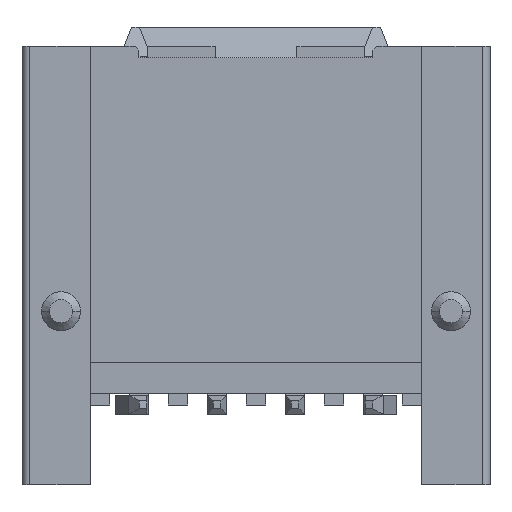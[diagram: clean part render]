
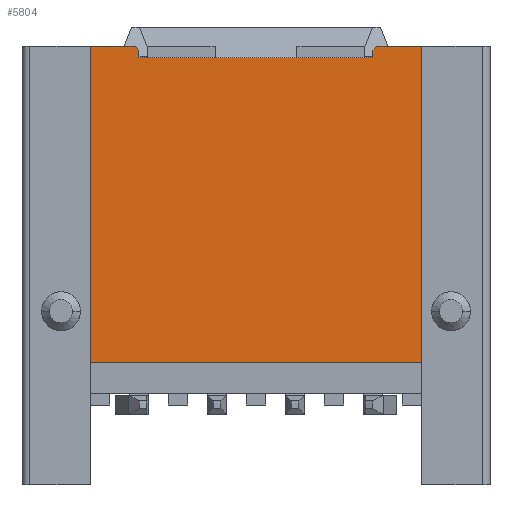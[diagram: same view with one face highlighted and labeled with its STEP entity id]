
A CAD part, top view. The second image highlights one B-rep face of the part: STEP entity #5804.
In plain terms, the highlighted planar face has unit normal (0, 0, 1).
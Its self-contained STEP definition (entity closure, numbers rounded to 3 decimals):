
#745=DIRECTION('',(-1.,0.,0.));
#746=VECTOR('',#745,1.15);
#747=CARTESIAN_POINT('',(-3.1,11.25,-0.1));
#748=LINE('',#747,#746);
#784=DIRECTION('',(-1.,0.,0.));
#785=VECTOR('',#784,1.15);
#786=CARTESIAN_POINT('',(4.25,11.25,-0.1));
#787=LINE('',#786,#785);
#1325=DIRECTION('',(-0.707,0.707,0.));
#1326=VECTOR('',#1325,0.141);
#1327=CARTESIAN_POINT('',(-3.,11.15,-0.1));
#1328=LINE('',#1327,#1326);
#1329=DIRECTION('',(0.,-1.,0.));
#1330=VECTOR('',#1329,0.2);
#1331=CARTESIAN_POINT('',(-3.,11.15,-0.1));
#1332=LINE('',#1331,#1330);
#1333=DIRECTION('',(1.,0.,0.));
#1334=VECTOR('',#1333,6.);
#1335=CARTESIAN_POINT('',(-3.,10.95,-0.1));
#1336=LINE('',#1335,#1334);
#1337=DIRECTION('',(0.,-1.,0.));
#1338=VECTOR('',#1337,0.2);
#1339=CARTESIAN_POINT('',(3.,11.15,-0.1));
#1340=LINE('',#1339,#1338);
#1341=DIRECTION('',(-0.707,-0.707,0.));
#1342=VECTOR('',#1341,0.141);
#1343=CARTESIAN_POINT('',(3.1,11.25,-0.1));
#1344=LINE('',#1343,#1342);
#1345=DIRECTION('',(-1.,0.,0.));
#1346=VECTOR('',#1345,8.5);
#1347=CARTESIAN_POINT('',(4.25,3.15,-0.1));
#1348=LINE('',#1347,#1346);
#1425=DIRECTION('',(0.,1.,0.));
#1426=VECTOR('',#1425,8.1);
#1427=CARTESIAN_POINT('',(4.25,3.15,-0.1));
#1428=LINE('',#1427,#1426);
#1433=DIRECTION('',(0.,1.,0.));
#1434=VECTOR('',#1433,8.1);
#1435=CARTESIAN_POINT('',(-4.25,3.15,-0.1));
#1436=LINE('',#1435,#1434);
#3174=CARTESIAN_POINT('',(4.25,3.15,-0.1));
#3176=VERTEX_POINT('',#3174);
#3184=CARTESIAN_POINT('',(-4.25,3.15,-0.1));
#3186=VERTEX_POINT('',#3184);
#3201=CARTESIAN_POINT('',(-4.25,11.25,-0.1));
#3203=VERTEX_POINT('',#3201);
#3205=CARTESIAN_POINT('',(4.25,11.25,-0.1));
#3207=VERTEX_POINT('',#3205);
#3321=CARTESIAN_POINT('',(-3.,10.95,-0.1));
#3322=CARTESIAN_POINT('',(3.,10.95,-0.1));
#3323=VERTEX_POINT('',#3321);
#3324=VERTEX_POINT('',#3322);
#3779=CARTESIAN_POINT('',(-3.,11.15,-0.1));
#3780=CARTESIAN_POINT('',(-3.1,11.25,-0.1));
#3781=VERTEX_POINT('',#3779);
#3782=VERTEX_POINT('',#3780);
#3783=CARTESIAN_POINT('',(3.1,11.25,-0.1));
#3784=CARTESIAN_POINT('',(3.,11.15,-0.1));
#3785=VERTEX_POINT('',#3783);
#3786=VERTEX_POINT('',#3784);
#5780=CARTESIAN_POINT('',(4.25,3.15,-0.1));
#5781=DIRECTION('',(0.,0.,-1.));
#5782=DIRECTION('',(0.,1.,0.));
#5783=AXIS2_PLACEMENT_3D('',#5780,#5781,#5782);
#5784=PLANE('',#5783);
#5786=ORIENTED_EDGE('',*,*,#5785,.F.);
#5788=ORIENTED_EDGE('',*,*,#5787,.T.);
#5790=ORIENTED_EDGE('',*,*,#5789,.T.);
#5792=ORIENTED_EDGE('',*,*,#5791,.F.);
#5793=ORIENTED_EDGE('',*,*,#5771,.F.);
#5794=ORIENTED_EDGE('',*,*,#5114,.F.);
#5796=ORIENTED_EDGE('',*,*,#5795,.F.);
#5798=ORIENTED_EDGE('',*,*,#5797,.T.);
#5800=ORIENTED_EDGE('',*,*,#5799,.T.);
#5801=ORIENTED_EDGE('',*,*,#5084,.F.);
#5802=EDGE_LOOP('',(#5786,#5788,#5790,#5792,#5793,#5794,#5796,#5798,#5800,
#5801));
#5803=FACE_OUTER_BOUND('',#5802,.F.);
#5804=ADVANCED_FACE('',(#5803),#5784,.F.);
#5084=EDGE_CURVE('',#3782,#3203,#748,.T.);
#5114=EDGE_CURVE('',#3207,#3785,#787,.T.);
#5771=EDGE_CURVE('',#3785,#3786,#1344,.T.);
#5785=EDGE_CURVE('',#3781,#3782,#1328,.T.);
#5787=EDGE_CURVE('',#3781,#3323,#1332,.T.);
#5789=EDGE_CURVE('',#3323,#3324,#1336,.T.);
#5791=EDGE_CURVE('',#3786,#3324,#1340,.T.);
#5795=EDGE_CURVE('',#3176,#3207,#1428,.T.);
#5797=EDGE_CURVE('',#3176,#3186,#1348,.T.);
#5799=EDGE_CURVE('',#3186,#3203,#1436,.T.);
